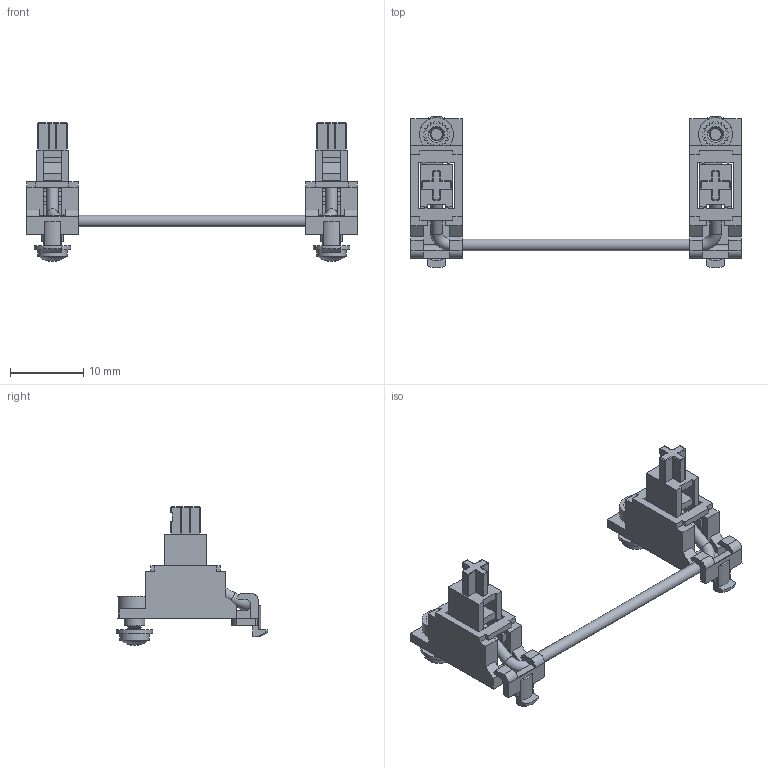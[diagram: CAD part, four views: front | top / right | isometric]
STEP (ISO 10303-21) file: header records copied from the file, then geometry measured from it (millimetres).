
FILE_DESCRIPTION(('FreeCAD Model'),'2;1');
FILE_NAME('Open CASCADE Shape Model','2023-06-14T18:35:50',(''),(''), 'Open CASCADE STEP processor 7.6','FreeCAD','Unknown');
FILE_SCHEMA(('AUTOMOTIVE_DESIGN { 1 0 10303 214 1 1 1 1 }'));
Length unit declared in the file: millimetre
Products named in the file (14): stabilizer_3u; left; body_l; heat_staked_insert_l; stem_l; M2x3-Screw_l; washer_l; right; body_r; heat_staked_insert_r; stem_r; M2x3-Screw_r; washer_r; wire_3u
Assembly tree (13 placements, depth 3):
  stabilizer_3u
    left
      body_l
      heat_staked_insert_l
      stem_l
      M2x3-Screw_l
      washer_l
    right
      body_r
      heat_staked_insert_r
      stem_r
      M2x3-Screw_r
      washer_r
    wire_3u
Bounding box: 45.1 x 20.72 x 18.87 mm (x, y, z)
Volume: 1158.7 mm3; surface area: 3064.8 mm2
Topology: 11 solids, 11 shells, 1145 faces, 3123 edges, 1994 vertices
Faces by surface type: plane 654, cylinder 349, bspline 96, sphere 18, cone 16, torus 10, revolution 2
Full cylindrical faces by diameter (mm): 0.8 x2, 1 x4, 1.6 x19, 1.8 x2, 2 x14, 2.5 x2, 2.8 x6, 4 x2, 5 x2
Entity records: 47222 total; most frequent: CARTESIAN_POINT 18404, ORIENTED_EDGE 6210, DIRECTION 5585, EDGE_CURVE 3105, LINE 2089, VECTOR 2089, VERTEX_POINT 1994, AXIS2_PLACEMENT_3D 1747
